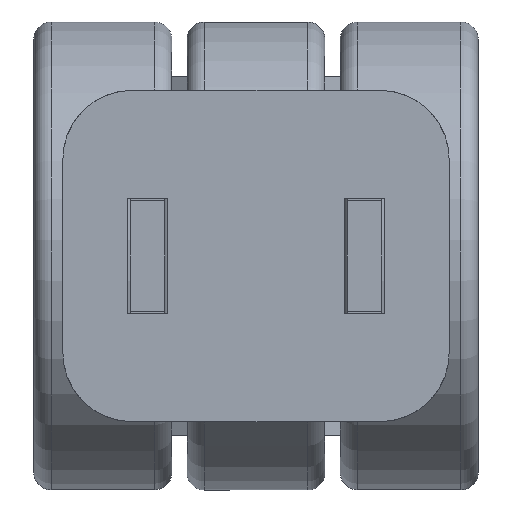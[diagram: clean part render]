
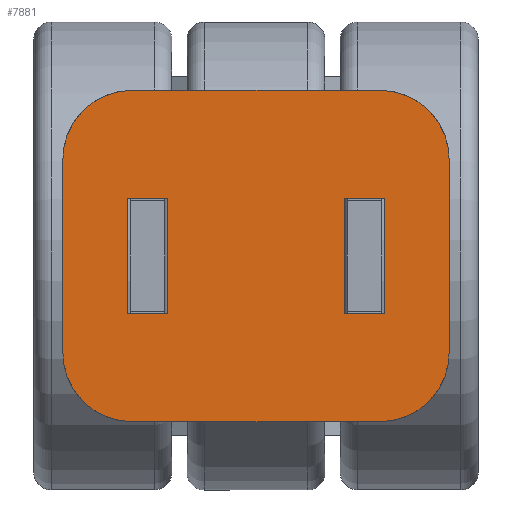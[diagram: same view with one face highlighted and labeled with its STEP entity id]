
A CAD part, front view. The second image highlights one B-rep face of the part: STEP entity #7881.
In plain terms, the highlighted planar face has unit normal (0, -1, 0).
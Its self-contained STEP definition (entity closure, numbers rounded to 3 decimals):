
#192=FACE_BOUND('',#1109,.T.);
#193=FACE_BOUND('',#1110,.T.);
#397=PLANE('',#8496);
#644=FACE_OUTER_BOUND('',#1108,.T.);
#1108=EDGE_LOOP('',(#5584,#5585,#5586,#5587,#5588,#5589,#5590,#5591));
#1109=EDGE_LOOP('',(#5592,#5593,#5594,#5595));
#1110=EDGE_LOOP('',(#5596,#5597,#5598,#5599));
#1662=CIRCLE('',#8476,5.);
#1664=CIRCLE('',#8480,5.);
#1665=CIRCLE('',#8483,5.);
#1666=CIRCLE('',#8485,5.);
#2407=LINE('',#12564,#2883);
#2411=LINE('',#12580,#2887);
#2414=LINE('',#12585,#2890);
#2417=LINE('',#12590,#2893);
#2419=LINE('',#12593,#2895);
#2421=LINE('',#12598,#2897);
#2424=LINE('',#12603,#2900);
#2426=LINE('',#12607,#2902);
#2428=LINE('',#12610,#2904);
#2429=LINE('',#12612,#2905);
#2430=LINE('',#12614,#2906);
#2431=LINE('',#12615,#2907);
#2883=VECTOR('',#9956,10.);
#2887=VECTOR('',#9972,10.);
#2890=VECTOR('',#9977,10.);
#2893=VECTOR('',#9982,10.);
#2895=VECTOR('',#9986,10.);
#2897=VECTOR('',#9990,10.);
#2900=VECTOR('',#9995,10.);
#2902=VECTOR('',#9999,10.);
#2904=VECTOR('',#10003,10.);
#2905=VECTOR('',#10006,10.);
#2906=VECTOR('',#10009,10.);
#2907=VECTOR('',#10010,10.);
#3322=VERTEX_POINT('',#12529);
#3323=VERTEX_POINT('',#12530);
#3333=VERTEX_POINT('',#12556);
#3334=VERTEX_POINT('',#12557);
#3335=VERTEX_POINT('',#12562);
#3336=VERTEX_POINT('',#12566);
#3337=VERTEX_POINT('',#12570);
#3338=VERTEX_POINT('',#12571);
#3340=VERTEX_POINT('',#12578);
#3341=VERTEX_POINT('',#12579);
#3342=VERTEX_POINT('',#12584);
#3343=VERTEX_POINT('',#12589);
#3344=VERTEX_POINT('',#12596);
#3345=VERTEX_POINT('',#12597);
#3346=VERTEX_POINT('',#12602);
#3347=VERTEX_POINT('',#12606);
#4211=EDGE_CURVE('',#3322,#3323,#1662,.T.);
#4225=EDGE_CURVE('',#3333,#3334,#1664,.T.);
#4229=EDGE_CURVE('',#3335,#3333,#2407,.T.);
#4230=EDGE_CURVE('',#3336,#3335,#1665,.T.);
#4232=EDGE_CURVE('',#3337,#3338,#1666,.T.);
#4236=EDGE_CURVE('',#3340,#3341,#2411,.T.);
#4239=EDGE_CURVE('',#3341,#3342,#2414,.T.);
#4242=EDGE_CURVE('',#3342,#3343,#2417,.T.);
#4244=EDGE_CURVE('',#3343,#3340,#2419,.T.);
#4246=EDGE_CURVE('',#3344,#3345,#2421,.T.);
#4249=EDGE_CURVE('',#3346,#3344,#2424,.T.);
#4251=EDGE_CURVE('',#3347,#3346,#2426,.T.);
#4253=EDGE_CURVE('',#3345,#3347,#2428,.T.);
#4254=EDGE_CURVE('',#3323,#3337,#2429,.T.);
#4255=EDGE_CURVE('',#3334,#3322,#2430,.T.);
#4256=EDGE_CURVE('',#3338,#3336,#2431,.T.);
#5584=ORIENTED_EDGE('',*,*,#4211,.F.);
#5585=ORIENTED_EDGE('',*,*,#4255,.F.);
#5586=ORIENTED_EDGE('',*,*,#4225,.F.);
#5587=ORIENTED_EDGE('',*,*,#4229,.F.);
#5588=ORIENTED_EDGE('',*,*,#4230,.F.);
#5589=ORIENTED_EDGE('',*,*,#4256,.F.);
#5590=ORIENTED_EDGE('',*,*,#4232,.F.);
#5591=ORIENTED_EDGE('',*,*,#4254,.F.);
#5592=ORIENTED_EDGE('',*,*,#4236,.T.);
#5593=ORIENTED_EDGE('',*,*,#4239,.T.);
#5594=ORIENTED_EDGE('',*,*,#4242,.T.);
#5595=ORIENTED_EDGE('',*,*,#4244,.T.);
#5596=ORIENTED_EDGE('',*,*,#4246,.T.);
#5597=ORIENTED_EDGE('',*,*,#4253,.T.);
#5598=ORIENTED_EDGE('',*,*,#4251,.T.);
#5599=ORIENTED_EDGE('',*,*,#4249,.T.);
#7881=ADVANCED_FACE('',(#644,#192,#193),#397,.T.);
#8476=AXIS2_PLACEMENT_3D('',#12531,#9929,#9930);
#8480=AXIS2_PLACEMENT_3D('',#12558,#9949,#9950);
#8483=AXIS2_PLACEMENT_3D('',#12567,#9959,#9960);
#8485=AXIS2_PLACEMENT_3D('',#12572,#9964,#9965);
#8496=AXIS2_PLACEMENT_3D('',#12613,#10007,#10008);
#9929=DIRECTION('center_axis',(0.,1.,0.));
#9930=DIRECTION('ref_axis',(0.707,0.,0.707));
#9949=DIRECTION('center_axis',(0.,1.,0.));
#9950=DIRECTION('ref_axis',(-0.707,0.,0.707));
#9956=DIRECTION('',(0.,0.,1.));
#9959=DIRECTION('center_axis',(0.,1.,0.));
#9960=DIRECTION('ref_axis',(-0.707,0.,-0.707));
#9964=DIRECTION('center_axis',(0.,1.,0.));
#9965=DIRECTION('ref_axis',(0.707,0.,-0.707));
#9972=DIRECTION('',(0.,0.,-1.));
#9977=DIRECTION('',(-1.,0.,0.));
#9982=DIRECTION('',(0.,0.,1.));
#9986=DIRECTION('',(1.,0.,0.));
#9990=DIRECTION('',(0.,0.,1.));
#9995=DIRECTION('',(-1.,0.,0.));
#9999=DIRECTION('',(0.,0.,-1.));
#10003=DIRECTION('',(1.,0.,0.));
#10006=DIRECTION('',(0.,0.,-1.));
#10007=DIRECTION('center_axis',(0.,-1.,0.));
#10008=DIRECTION('ref_axis',(0.,0.,
1.));
#10009=DIRECTION('',(1.,0.,0.));
#10010=DIRECTION('',(-1.,0.,0.));
#12529=CARTESIAN_POINT('',(9.,-115.144,12.));
#12530=CARTESIAN_POINT('',(14.,-115.144,7.));
#12531=CARTESIAN_POINT('Origin',(9.,-115.144,7.));
#12556=CARTESIAN_POINT('',(-14.,-115.144,7.));
#12557=CARTESIAN_POINT('',(-9.,-115.144,12.));
#12558=CARTESIAN_POINT('Origin',(-9.,-115.144,7.));
#12562=CARTESIAN_POINT('',(-14.,-115.144,-7.));
#12564=CARTESIAN_POINT('',(-14.,-115.144,12.));
#12566=CARTESIAN_POINT('',(-9.,-115.144,-12.));
#12567=CARTESIAN_POINT('Origin',(-9.,-115.144,-7.));
#12570=CARTESIAN_POINT('',(14.,-115.144,-7.));
#12571=CARTESIAN_POINT('',(9.,-115.144,-12.));
#12572=CARTESIAN_POINT('Origin',(9.,-115.144,-7.));
#12578=CARTESIAN_POINT('',(9.3,-115.144,4.2));
#12579=CARTESIAN_POINT('',(9.3,-115.144,-4.2));
#12580=CARTESIAN_POINT('',(9.3,-115.144,-2.1));
#12584=CARTESIAN_POINT('',(6.4,-115.144,-4.2));
#12585=CARTESIAN_POINT('',(3.2,-115.144,-4.2));
#12589=CARTESIAN_POINT('',(6.4,-115.144,4.2));
#12590=CARTESIAN_POINT('',(6.4,-115.144,2.1));
#12593=CARTESIAN_POINT('',(4.65,-115.144,4.2));
#12596=CARTESIAN_POINT('',(-9.3,-115.144,-4.2));
#12597=CARTESIAN_POINT('',(-9.3,-115.144,4.2));
#12598=CARTESIAN_POINT('',(-9.3,-115.144,-2.1));
#12602=CARTESIAN_POINT('',(-6.4,-115.144,-4.2));
#12603=CARTESIAN_POINT('',(-3.2,-115.144,-4.2));
#12606=CARTESIAN_POINT('',(-6.4,-115.144,4.2));
#12607=CARTESIAN_POINT('',(-6.4,-115.144,2.1));
#12610=CARTESIAN_POINT('',(-4.65,-115.144,4.2));
#12612=CARTESIAN_POINT('',(14.,-115.144,-12.));
#12613=CARTESIAN_POINT('Origin',(0.,-115.144,
0.));
#12614=CARTESIAN_POINT('',(14.,-115.144,12.));
#12615=CARTESIAN_POINT('',(-14.,-115.144,-12.));
